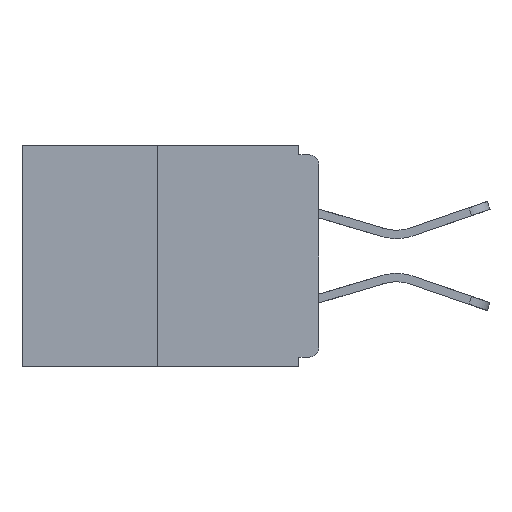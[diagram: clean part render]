
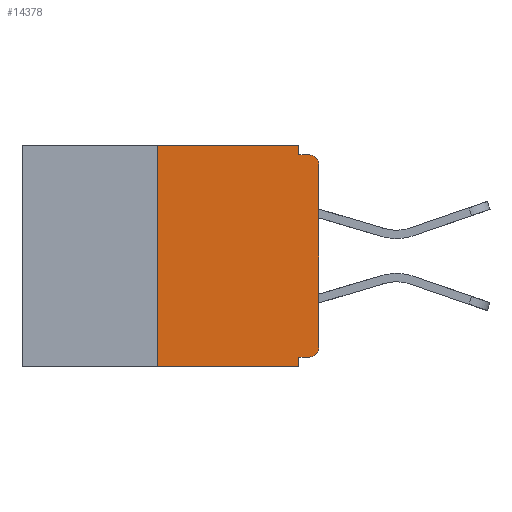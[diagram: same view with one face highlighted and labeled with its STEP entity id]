
A CAD part, left-side view. The second image highlights one B-rep face of the part: STEP entity #14378.
In plain terms, the highlighted planar face has unit normal (-1, 0, 0).
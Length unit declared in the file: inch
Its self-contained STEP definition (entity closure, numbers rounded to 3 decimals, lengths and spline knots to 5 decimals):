
#35 = AXIS2_PLACEMENT_3D ( 'NONE', #7671, #6234, #8852 ) ;
#352 = DIRECTION ( 'NONE',  ( 0., 0., -1. ) ) ;
#458 = CARTESIAN_POINT ( 'NONE',  ( 0., 0.031, 0. ) ) ;
#493 = LINE ( 'NONE', #10824, #10143 ) ;
#502 = ORIENTED_EDGE ( 'NONE', *, *, #5067, .F. ) ;
#618 = LINE ( 'NONE', #9277, #2960 ) ;
#728 = CARTESIAN_POINT ( 'NONE',  ( 0., 0.031, 0. ) ) ;
#833 = VECTOR ( 'NONE', #13234, 39.37008 ) ;
#1080 = VERTEX_POINT ( 'NONE', #5537 ) ;
#1331 = VECTOR ( 'NONE', #7024, 39.37008 ) ;
#1644 = CARTESIAN_POINT ( 'NONE',  ( 0., 0.031, -0.343 ) ) ;
#2143 = EDGE_CURVE ( 'NONE', #2336, #5693, #2424, .T. ) ;
#2171 = LINE ( 'NONE', #728, #8266 ) ;
#2336 = VERTEX_POINT ( 'NONE', #5052 ) ;
#2424 = LINE ( 'NONE', #12781, #6197 ) ;
#2960 = VECTOR ( 'NONE', #5711, 39.37008 ) ;
#2986 = VERTEX_POINT ( 'NONE', #7047 ) ;
#2997 = VECTOR ( 'NONE', #5540, 39.37008 ) ;
#3124 = LINE ( 'NONE', #9660, #1331 ) ;
#3465 = ORIENTED_EDGE ( 'NONE', *, *, #4606, .T. ) ;
#3685 = FACE_OUTER_BOUND ( 'NONE', #5633, .T. ) ;
#4027 = CIRCLE ( 'NONE', #13499, 0.015 ) ;
#4091 = VERTEX_POINT ( 'NONE', #458 ) ;
#4587 = CARTESIAN_POINT ( 'NONE',  ( 0., 0.015, -0.015 ) ) ;
#4606 = EDGE_CURVE ( 'NONE', #15576, #1080, #7026, .T. ) ;
#5052 = CARTESIAN_POINT ( 'NONE',  ( 0., 0.031, -0.015 ) ) ;
#5067 = EDGE_CURVE ( 'NONE', #13309, #14518, #493, .T. ) ;
#5348 = CARTESIAN_POINT ( 'NONE',  ( 0., 0.015, -0.03 ) ) ;
#5537 = CARTESIAN_POINT ( 'NONE',  ( 0., 0., -0.03 ) ) ;
#5540 = DIRECTION ( 'NONE',  ( 0., 0., -1. ) ) ;
#5633 = EDGE_LOOP ( 'NONE', ( #9616, #502, #9483, #13313, #7299, #7330, #3465, #16528, #7148, #15352 ) ) ;
#5693 = VERTEX_POINT ( 'NONE', #4587 ) ;
#5695 = EDGE_CURVE ( 'NONE', #16044, #15576, #6370, .T. ) ;
#5711 = DIRECTION ( 'NONE',  ( 0., -1., 0. ) ) ;
#5728 = CARTESIAN_POINT ( 'NONE',  ( 0., 0.031, -0.328 ) ) ;
#6197 = VECTOR ( 'NONE', #7512, 39.37008 ) ;
#6234 = DIRECTION ( 'NONE',  ( 1., 0., 0. ) ) ;
#6370 = CIRCLE ( 'NONE', #15853, 0.015 ) ;
#6401 = VERTEX_POINT ( 'NONE', #5728 ) ;
#7024 = DIRECTION ( 'NONE',  ( 0., -1., 0. ) ) ;
#7026 = LINE ( 'NONE', #9573, #11754 ) ;
#7047 = CARTESIAN_POINT ( 'NONE',  ( 0., 0.031, -0.343 ) ) ;
#7148 = ORIENTED_EDGE ( 'NONE', *, *, #2143, .F. ) ;
#7261 = EDGE_CURVE ( 'NONE', #1080, #5693, #4027, .T. ) ;
#7299 = ORIENTED_EDGE ( 'NONE', *, *, #9282, .F. ) ;
#7313 = EDGE_CURVE ( 'NONE', #13309, #2986, #3124, .T. ) ;
#7330 = ORIENTED_EDGE ( 'NONE', *, *, #5695, .T. ) ;
#7512 = DIRECTION ( 'NONE',  ( 0., -1., 0. ) ) ;
#7671 = CARTESIAN_POINT ( 'NONE',  ( 0., 0.46, 0. ) ) ;
#8020 = EDGE_CURVE ( 'NONE', #14518, #4091, #618, .T. ) ;
#8266 = VECTOR ( 'NONE', #15052, 39.37008 ) ;
#8352 = CARTESIAN_POINT ( 'NONE',  ( 0., 0., -0.313 ) ) ;
#8656 = DIRECTION ( 'NONE',  ( 0., 0., -1. ) ) ;
#8852 = DIRECTION ( 'NONE',  ( 0., 0., -1. ) ) ;
#9251 = DIRECTION ( 'NONE',  ( -1., 0., 0. ) ) ;
#9277 = CARTESIAN_POINT ( 'NONE',  ( 0., 0.46, 0. ) ) ;
#9282 = EDGE_CURVE ( 'NONE', #16044, #6401, #12865, .T. ) ;
#9483 = ORIENTED_EDGE ( 'NONE', *, *, #7313, .T. ) ;
#9499 = DIRECTION ( 'NONE',  ( 0., 0., 1. ) ) ;
#9573 = CARTESIAN_POINT ( 'NONE',  ( 0., 0., 0. ) ) ;
#9616 = ORIENTED_EDGE ( 'NONE', *, *, #8020, .F. ) ;
#9660 = CARTESIAN_POINT ( 'NONE',  ( 0., 0.46, -0.343 ) ) ;
#10143 = VECTOR ( 'NONE', #16003, 39.37008 ) ;
#10552 = LINE ( 'NONE', #1644, #2997 ) ;
#10706 = CARTESIAN_POINT ( 'NONE',  ( 0., 0.25, 0. ) ) ;
#10824 = CARTESIAN_POINT ( 'NONE',  ( 0., 0.25, 0. ) ) ;
#11024 = DIRECTION ( 'NONE',  ( -1., 0., 0. ) ) ;
#11214 = PLANE ( 'NONE',  #35 ) ;
#11754 = VECTOR ( 'NONE', #9499, 39.37008 ) ;
#12548 = EDGE_CURVE ( 'NONE', #4091, #2336, #2171, .T. ) ;
#12701 = CARTESIAN_POINT ( 'NONE',  ( 0., 0., -0.328 ) ) ;
#12781 = CARTESIAN_POINT ( 'NONE',  ( 0., 0., -0.015 ) ) ;
#12865 = LINE ( 'NONE', #12701, #833 ) ;
#13234 = DIRECTION ( 'NONE',  ( 0., 1., 0. ) ) ;
#13309 = VERTEX_POINT ( 'NONE', #14433 ) ;
#13313 = ORIENTED_EDGE ( 'NONE', *, *, #14513, .F. ) ;
#13499 = AXIS2_PLACEMENT_3D ( 'NONE', #5348, #9251, #352 ) ;
#13502 = CARTESIAN_POINT ( 'NONE',  ( 0., 0.015, -0.313 ) ) ;
#14378 = ADVANCED_FACE ( 'NONE', ( #3685 ), #11214, .F. ) ;
#14433 = CARTESIAN_POINT ( 'NONE',  ( 0., 0.25, -0.343 ) ) ;
#14513 = EDGE_CURVE ( 'NONE', #6401, #2986, #10552, .T. ) ;
#14518 = VERTEX_POINT ( 'NONE', #10706 ) ;
#15052 = DIRECTION ( 'NONE',  ( 0., 0., -1. ) ) ;
#15111 = CARTESIAN_POINT ( 'NONE',  ( 0., 0.015, -0.328 ) ) ;
#15352 = ORIENTED_EDGE ( 'NONE', *, *, #12548, .F. ) ;
#15576 = VERTEX_POINT ( 'NONE', #8352 ) ;
#15853 = AXIS2_PLACEMENT_3D ( 'NONE', #13502, #11024, #8656 ) ;
#16003 = DIRECTION ( 'NONE',  ( 0., 0., 1. ) ) ;
#16044 = VERTEX_POINT ( 'NONE', #15111 ) ;
#16528 = ORIENTED_EDGE ( 'NONE', *, *, #7261, .T. ) ;
